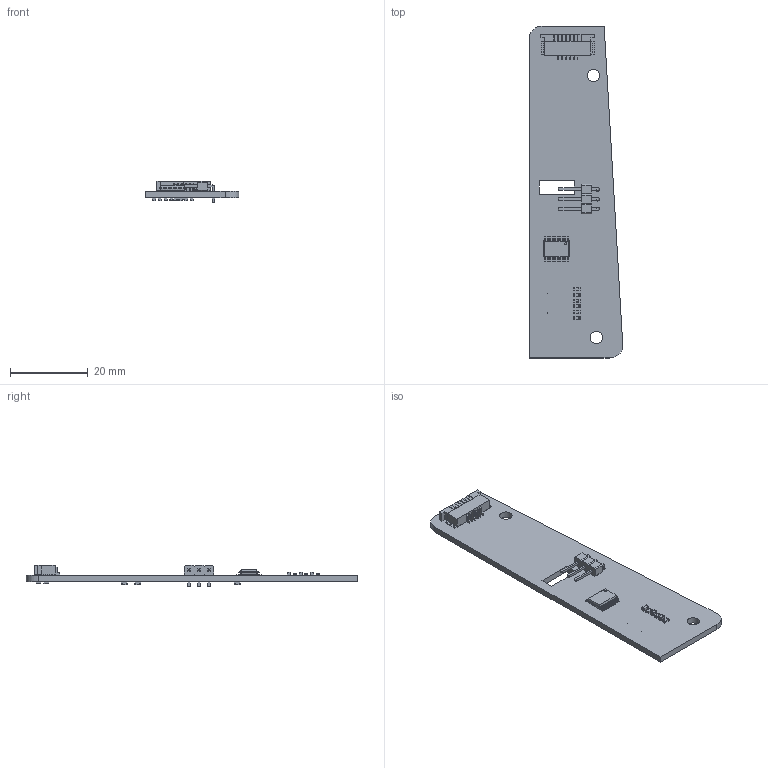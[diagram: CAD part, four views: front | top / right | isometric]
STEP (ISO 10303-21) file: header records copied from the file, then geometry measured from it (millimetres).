
FILE_DESCRIPTION(('KiCad electronic assembly'),'2;1');
FILE_NAME('Controller_body.step','2024-03-19T21:30:03',('Pcbnew'),( 'Kicad'),'Open CASCADE STEP processor 7.7','KiCad to STEP converter' ,'Unknown');
FILE_SCHEMA(('AUTOMOTIVE_DESIGN { 1 0 10303 214 1 1 1 1 }'));
Length unit declared in the file: millimetre
Products named in the file (14): Controller_body 1; C_0603_1608Metric; TE_84953-6_1x06-1MP_P1.0mm_Horizontal; TE_84953_6; SSOP-20_4.4x6.5mm_P0.65mm; SSOP_20_44x65mm_P065mm; R_0603_1608Metric; PinHeader_1x03_P2.54mm_Horizontal; PinHeader_1x03_P254mm_Horizontal; R_0805_2012Metric; Controller_body_PCB
Assembly tree (29 placements, depth 3):
  Controller_body 1
    C_0603_1608Metric  x12
      C_0603_1608Metric
    TE_84953-6_1x06-1MP_P1.0mm_Horizontal
      TE_84953_6
    SSOP-20_4.4x6.5mm_P0.65mm
      SSOP_20_44x65mm_P065mm
    R_0603_1608Metric  x5
      R_0603_1608Metric
    PinHeader_1x03_P2.54mm_Horizontal
      PinHeader_1x03_P254mm_Horizontal
    R_0805_2012Metric  x2
      R_0805_2012Metric
    Controller_body_PCB
Bounding box: 24.03 x 85.22 x 5.56 mm (x, y, z)
Volume: 3139.3 mm3; surface area: 4713 mm2
Topology: 23 solids, 23 shells, 1109 faces, 2899 edges, 1870 vertices
Faces by surface type: plane 761, cylinder 291, bspline 44, extrusion 13
Full cylindrical faces by diameter (mm): 0.5 x1, 1 x3, 3.2 x2
Entity records: 25195 total; most frequent: CARTESIAN_POINT 3795, ORIENTED_EDGE 3534, DIRECTION 3246, EDGE_CURVE 1767, VECTOR 1482, LINE 1469, VERTEX_POINT 1122, AXIS2_PLACEMENT_3D 882
